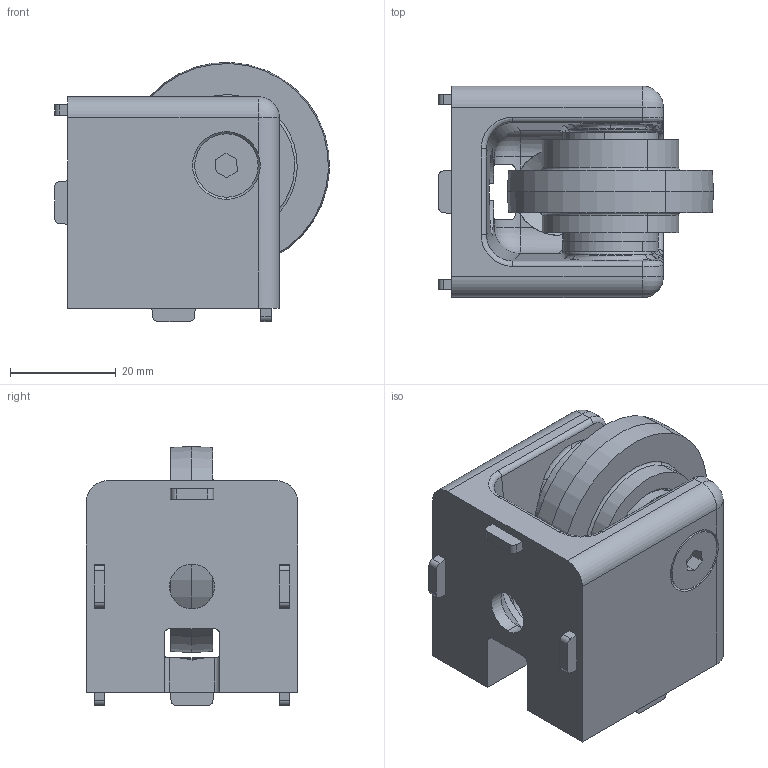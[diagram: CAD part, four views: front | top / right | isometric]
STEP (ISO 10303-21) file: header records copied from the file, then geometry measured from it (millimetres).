
FILE_DESCRIPTION(('FreeCAD Model'),'2;1');
FILE_NAME('Open CASCADE Shape Model','2024-04-03T11:02:37',(''),(''), 'Open CASCADE STEP processor 7.6','FreeCAD','Unknown');
FILE_SCHEMA(('AUTOMOTIVE_DESIGN { 1 0 10303 214 1 1 1 1 }'));
Length unit declared in the file: millimetre
Products named in the file (10): STI8-KPC; SOLID; SOLID001; SOLID002; SOLID003; SOLID004; SOLID005; SOLID006; SOLID007; SOLID008
Assembly tree (9 placements, depth 2):
  STI8-KPC
    SOLID
    SOLID001
    SOLID002
    SOLID003
    SOLID004
    SOLID005
    SOLID006
    SOLID007
    SOLID008
Bounding box: 51.98 x 40 x 48.98 mm (x, y, z)
Volume: 50548.8 mm3; surface area: 22043.6 mm2
Topology: 9 solids, 9 shells, 284 faces, 667 edges, 409 vertices
Faces by surface type: cylinder 118, plane 83, torus 32, bspline 25, cone 22, sphere 4
Entity records: 22616 total; most frequent: CARTESIAN_POINT 9352, DIRECTION 2414, ORIENTED_EDGE 1330, PCURVE 1330, DEFINITIONAL_REPRESENTATION 1330, LINE 1231, VECTOR 1231, EDGE_CURVE 665
